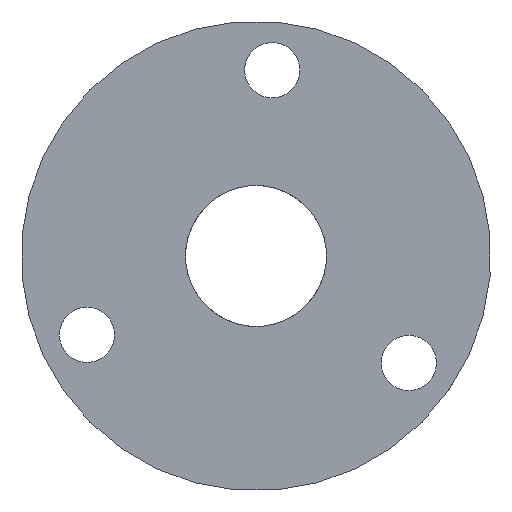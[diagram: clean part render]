
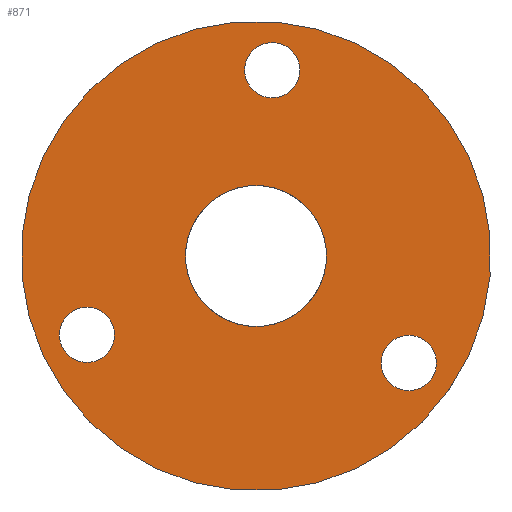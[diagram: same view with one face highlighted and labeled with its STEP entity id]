
A CAD part, front view. The second image highlights one B-rep face of the part: STEP entity #871.
In plain terms, the highlighted planar face has unit normal (0, -1, 0).
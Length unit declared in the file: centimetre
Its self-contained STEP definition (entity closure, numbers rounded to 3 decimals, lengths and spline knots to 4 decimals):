
#186=PLANE('',#970);
#198=FACE_BOUND('',#309,.T.);
#199=FACE_BOUND('',#310,.T.);
#200=FACE_BOUND('',#311,.T.);
#201=FACE_BOUND('',#312,.T.);
#249=FACE_OUTER_BOUND('',#308,.T.);
#308=EDGE_LOOP('',(#812));
#309=EDGE_LOOP('',(#813));
#310=EDGE_LOOP('',(#814));
#311=EDGE_LOOP('',(#815));
#312=EDGE_LOOP('',(#816));
#323=CIRCLE('',#888,0.2);
#324=CIRCLE('',#890,0.2);
#326=CIRCLE('',#894,0.2);
#359=CIRCLE('',#956,0.51);
#363=CIRCLE('',#969,1.7);
#373=VERTEX_POINT('',#1279);
#374=VERTEX_POINT('',#1282);
#376=VERTEX_POINT('',#1288);
#441=VERTEX_POINT('',#1495);
#447=VERTEX_POINT('',#3626);
#460=EDGE_CURVE('',#373,#373,#323,.T.);
#461=EDGE_CURVE('',#374,#374,#324,.T.);
#463=EDGE_CURVE('',#376,#376,#326,.T.);
#560=EDGE_CURVE('',#441,#441,#359,.T.);
#570=EDGE_CURVE('',#447,#447,#363,.T.);
#812=ORIENTED_EDGE('',*,*,#570,.T.);
#813=ORIENTED_EDGE('',*,*,#460,.T.);
#814=ORIENTED_EDGE('',*,*,#461,.T.);
#815=ORIENTED_EDGE('',*,*,#463,.T.);
#816=ORIENTED_EDGE('',*,*,#560,.F.);
#871=ADVANCED_FACE('',(#249,#198,#199,#200,#201),#186,.T.);
#888=AXIS2_PLACEMENT_3D('',#1280,#1001,#1002);
#890=AXIS2_PLACEMENT_3D('',#1283,#1005,#1006);
#894=AXIS2_PLACEMENT_3D('',#1289,#1013,#1014);
#956=AXIS2_PLACEMENT_3D('',#1496,#1193,#1194);
#969=AXIS2_PLACEMENT_3D('',#3627,#1219,#1220);
#970=AXIS2_PLACEMENT_3D('',#3628,#1221,#1222);
#1001=DIRECTION('center_axis',(0.,1.,0.));
#1002=DIRECTION('ref_axis',(-0.423,0.,0.906));
#1005=DIRECTION('center_axis',(0.,1.,0.));
#1006=DIRECTION('ref_axis',(-0.574,0.,-0.819));
#1013=DIRECTION('center_axis',(0.,1.,0.));
#1014=DIRECTION('ref_axis',(0.996,0.,-0.087));
#1193=DIRECTION('center_axis',(0.,-1.,0.));
#1194=DIRECTION('ref_axis',(0.996,0.,-0.087));
#1219=DIRECTION('center_axis',(0.,-1.,0.));
#1220=DIRECTION('ref_axis',(0.996,0.,-0.087));
#1221=DIRECTION('center_axis',(0.,-1.,0.));
#1222=DIRECTION('ref_axis',(0.996,0.,-0.087));
#1279=CARTESIAN_POINT('',(-1.4342,-1.75,-3.0243));
#1280=CARTESIAN_POINT('Origin',(-1.235,-1.75,-3.0418));
#1282=CARTESIAN_POINT('',(0.8952,-1.75,-3.2281));
#1283=CARTESIAN_POINT('Origin',(1.0944,-1.75,-3.2456));
#1288=CARTESIAN_POINT('',(-0.093,-1.75,-1.1089));
#1289=CARTESIAN_POINT('Origin',(0.1062,-1.75,-1.1264));
#1495=CARTESIAN_POINT('',(0.4966,-1.75,-2.5157));
#1496=CARTESIAN_POINT('Origin',(-0.0115,-1.75,-2.4712));
#3626=CARTESIAN_POINT('',(1.6821,-1.75,-2.6194));
#3627=CARTESIAN_POINT('Origin',(-0.0115,-1.75,-2.4712));
#3628=CARTESIAN_POINT('Origin',(0.4966,-1.75,-2.5157));
